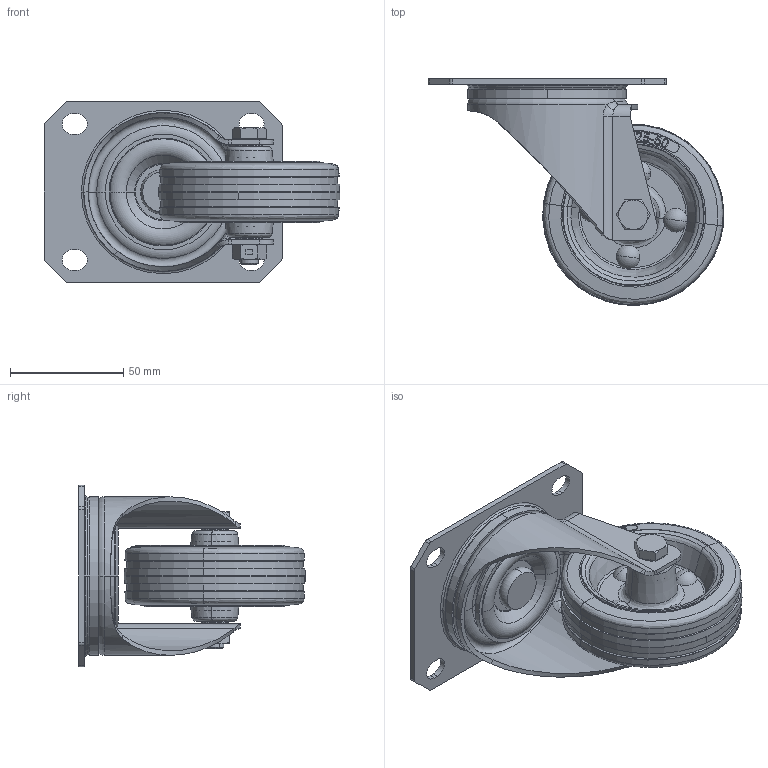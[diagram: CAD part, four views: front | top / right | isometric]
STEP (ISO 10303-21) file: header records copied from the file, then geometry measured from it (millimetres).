
FILE_DESCRIPTION (( 'STEP AP214' ), '1' );
FILE_NAME ('0056296.step', '2023-10-12T12:40:19', ( '' ), ( '' ), 'SwSTEP 2.0', 'SolidWorks 2020', '' );
FILE_SCHEMA (( 'AUTOMOTIVE_DESIGN' ));
Length unit declared in the file: millimetre
Products named in the file (1): 0056296
Bounding box: 130.45 x 99.95 x 80 mm (x, y, z)
Surface area: 78155.5 mm2 (no closed solid volume)
Topology: 0 solids, 29 shells, 479 faces, 1140 edges, 700 vertices
Faces by surface type: plane 128, bspline 99, cone 91, torus 84, cylinder 77
Entity records: 22998 total; most frequent: CARTESIAN_POINT 7146, DIRECTION 2154, ORIENTED_EDGE 2107, EDGE_CURVE 1124, AXIS2_PLACEMENT_3D 879, VERTEX_POINT 700, EDGE_LOOP 537, CIRCLE 498
